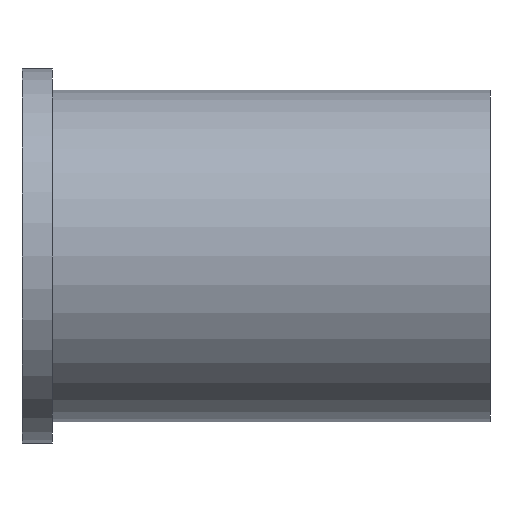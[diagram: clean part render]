
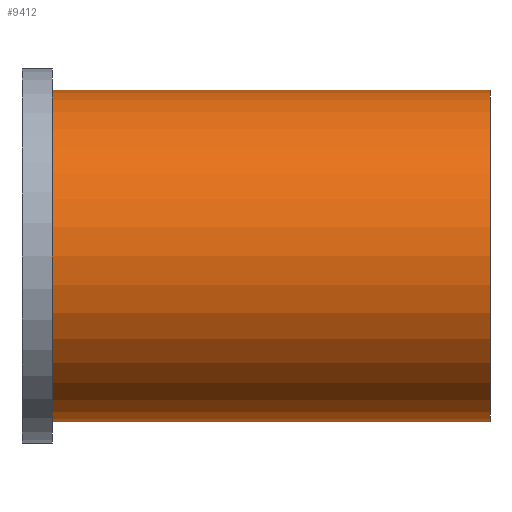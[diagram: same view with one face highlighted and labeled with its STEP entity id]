
A CAD part, front view. The second image highlights one B-rep face of the part: STEP entity #9412.
In plain terms, the highlighted cylindrical face has radius 19.3 mm (diameter 38.6 mm), a partial arc.
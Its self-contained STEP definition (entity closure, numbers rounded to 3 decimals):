
#1021 = CIRCLE ( 'NONE', #2858, 19.3 ) ;
#1624 = EDGE_CURVE ( 'NONE', #10919, #7904, #5725, .T. ) ;
#2586 = ORIENTED_EDGE ( 'NONE', *, *, #1624, .F. ) ;
#2754 = EDGE_CURVE ( 'NONE', #10919, #7321, #10715, .T. ) ;
#2809 = CARTESIAN_POINT ( 'NONE',  ( 54.5, 0., -19.3 ) ) ;
#2858 = AXIS2_PLACEMENT_3D ( 'NONE', #9700, #10742, #7551 ) ;
#3622 = DIRECTION ( 'NONE',  ( 1., 0., 0. ) ) ;
#3803 = DIRECTION ( 'NONE',  ( 0., 0., -1. ) ) ;
#3919 = VECTOR ( 'NONE', #13368, 1000. ) ;
#3954 = VERTEX_POINT ( 'NONE', #7876 ) ;
#4585 = CYLINDRICAL_SURFACE ( 'NONE', #6294, 19.3 ) ;
#4745 = CARTESIAN_POINT ( 'NONE',  ( 54.5, 0., 19.3 ) ) ;
#4811 = DIRECTION ( 'NONE',  ( 0., 0., 1. ) ) ;
#5628 = CARTESIAN_POINT ( 'NONE',  ( 54.5, 0., 19.3 ) ) ;
#5640 = CARTESIAN_POINT ( 'NONE',  ( 54.5, 0., -19.3 ) ) ;
#5725 = CIRCLE ( 'NONE', #9875, 19.3 ) ;
#6294 = AXIS2_PLACEMENT_3D ( 'NONE', #9056, #7008, #4811 ) ;
#6442 = ORIENTED_EDGE ( 'NONE', *, *, #2754, .T. ) ;
#7008 = DIRECTION ( 'NONE',  ( -1., 0., 0. ) ) ;
#7321 = VERTEX_POINT ( 'NONE', #7595 ) ;
#7355 = EDGE_CURVE ( 'NONE', #7321, #3954, #1021, .T. ) ;
#7551 = DIRECTION ( 'NONE',  ( 0., 0., -1. ) ) ;
#7595 = CARTESIAN_POINT ( 'NONE',  ( 3.55, 0., 19.3 ) ) ;
#7876 = CARTESIAN_POINT ( 'NONE',  ( 3.55, 0., -19.3 ) ) ;
#7904 = VERTEX_POINT ( 'NONE', #5640 ) ;
#9008 = EDGE_LOOP ( 'NONE', ( #12675, #2586, #6442, #11025 ) ) ;
#9056 = CARTESIAN_POINT ( 'NONE',  ( 54.5, 0., 0. ) ) ;
#9412 = ADVANCED_FACE ( 'NONE', ( #9638 ), #4585, .T. ) ;
#9638 = FACE_OUTER_BOUND ( 'NONE', #9008, .T. ) ;
#9700 = CARTESIAN_POINT ( 'NONE',  ( 3.55, 0., 0. ) ) ;
#9875 = AXIS2_PLACEMENT_3D ( 'NONE', #13190, #3622, #3803 ) ;
#10552 = VECTOR ( 'NONE', #11839, 1000. ) ;
#10715 = LINE ( 'NONE', #4745, #10552 ) ;
#10742 = DIRECTION ( 'NONE',  ( 1., 0., 0. ) ) ;
#10919 = VERTEX_POINT ( 'NONE', #5628 ) ;
#11025 = ORIENTED_EDGE ( 'NONE', *, *, #7355, .T. ) ;
#11839 = DIRECTION ( 'NONE',  ( -1., 0., 0. ) ) ;
#12375 = EDGE_CURVE ( 'NONE', #7904, #3954, #13558, .T. ) ;
#12675 = ORIENTED_EDGE ( 'NONE', *, *, #12375, .F. ) ;
#13190 = CARTESIAN_POINT ( 'NONE',  ( 54.5, 0., 0. ) ) ;
#13368 = DIRECTION ( 'NONE',  ( -1., 0., 0. ) ) ;
#13558 = LINE ( 'NONE', #2809, #3919 ) ;
